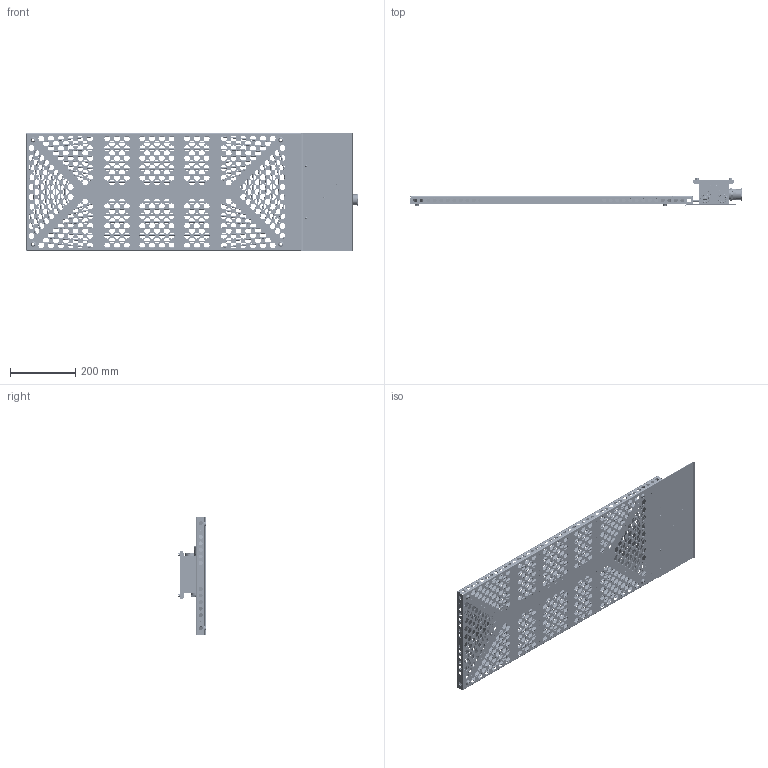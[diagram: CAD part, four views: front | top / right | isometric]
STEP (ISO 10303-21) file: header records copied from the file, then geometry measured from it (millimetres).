
FILE_DESCRIPTION (( 'STEP AP203' ), '1' );
FILE_NAME ('920A107216.STEP', '2024-03-05T14:40:33', ( '' ), ( '' ), 'SwSTEP 2.0', 'SolidWorks 2022', '' );
FILE_SCHEMA (( 'CONFIG_CONTROL_DESIGN' ));
Length unit declared in the file: millimetre
Products named in the file (34): 920A105391; 920A107216; 920A105751; Skrue hylse; O RING M20 STAHL; kontra mutter m25; merking nr 1; Lokk til Koblingsboks TEF 105810_10; 100A8585 (2)_Default<As Machined>; 920A105390; FBS 2-8; 920A105389; kontra mutter m20; 920A106277 (SINGEL UTEN TERMOSTAT); 920A106068 (Dobbel UTEN TERMOSTAT); Sporskrue M5 for RF bokser; 100A8512 (2); 920A109442; FBS 2-5; STAHL gland m20; merking nr L; UT 2,5; USLKG10N; 920A105570; M25 R STAHL GLAND; 790A4457; Heat tracing cable size D_01; UT 6; 920A105384; O RING M25 STAHL; 920A107006_Default<As Machined>; merking nr n; 100A105930; TEF 7947 M20
Assembly tree (141 placements, depth 3):
  920A107216
    920A105751  x2
    920A105570
    920A106277 (SINGEL UTEN TERMOSTAT)
      920A107006_Default<As Machined>
      100A105930
      Skrue hylse  x4
      100A8512 (2)
      UT 2,5  x2
      UT 6  x4
      USLKG10N  x3
      merking nr 1  x4
      merking nr n  x4
      merking nr L  x4
      STAHL gland m20
      O RING M20 STAHL  x2
      790A4457  x3
      M25 R STAHL GLAND
      O RING M25 STAHL
      920A105384
      TEF 7947 M20
      kontra mutter m25  x5
      kontra mutter m20  x2
      100A8585 (2)_Default<As Machined>
      FBS 2-5
      FBS 2-8  x2
      Sporskrue M5 for RF bokser  x4
    920A106068 (Dobbel UTEN TERMOSTAT)
      920A107006_Default<As Machined>
      Skrue hylse  x4
      100A105930
      100A8512 (2)
      UT 2,5  x2
      UT 6  x4
      merking nr n  x4
      merking nr L  x4
      920A105384
      USLKG10N  x3
      kontra mutter m25  x5
      STAHL gland m20  x2
      merking nr 1  x4
      790A4457  x3
      M25 R STAHL GLAND
      O RING M20 STAHL  x2
      O RING M25 STAHL
      TEF 7947 M20
      kontra mutter m20  x2
      Lokk til Koblingsboks TEF 105810_10
      Sporskrue M5 for RF bokser  x4
      100A8585 (2)_Default<As Machined>
      FBS 2-8  x2
      FBS 2-5
    920A105389
    920A105390
    920A105391
    Heat tracing cable size D_01
    920A109442  x24
Bounding box: 1018.96 x 85 x 360 mm (x, y, z)
Volume: 2027117.2 mm3; surface area: 2332105.7 mm2
Topology: 138 solids, 161 shells, 11519 faces, 31220 edges, 20190 vertices
Faces by surface type: plane 5570, cylinder 4628, bspline 629, cone 510, torus 158, sphere 24
Entity records: 187763 total; most frequent: CARTESIAN_POINT 47291, DIRECTION 27773, ORIENTED_EDGE 27564, EDGE_CURVE 13817, AXIS2_PLACEMENT_3D 10516, VERTEX_POINT 8944, EDGE_LOOP 7409, VECTOR 6741
